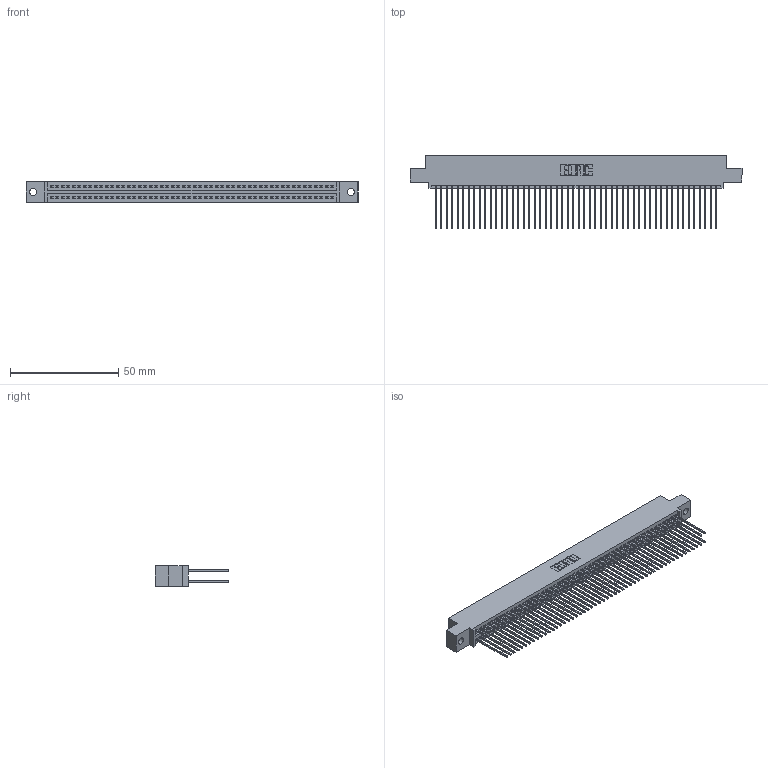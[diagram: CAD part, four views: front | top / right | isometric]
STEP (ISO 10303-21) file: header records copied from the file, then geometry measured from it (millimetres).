
FILE_DESCRIPTION (( 'STEP AP203' ), '1' );
FILE_NAME ('345-104-541-502.STEP', '2019-11-03T11:44:04', ( '' ), ( '' ), 'SwSTEP 2.0', 'SolidWorks 2016', '' );
FILE_SCHEMA (( 'CONFIG_CONTROL_DESIGN' ));
Length unit declared in the file: inch
Products named in the file (3): 345-292-001_345-293-141; 345 Part_0.110 Offset - 0.128 Dia; 345-104-541-502
Assembly tree (105 placements, depth 2):
  345-104-541-502
    345 Part_0.110 Offset - 0.128 Dia
    345-292-001_345-293-141  x104
Bounding box: 153.29 x 33.96 x 9.4 mm (x, y, z)
Volume: 15470.1 mm3; surface area: 25686 mm2
Topology: 105 solids, 105 shells, 5330 faces, 15849 edges, 10426 vertices
Faces by surface type: plane 3516, cylinder 1814
Entity records: 39607 total; most frequent: CARTESIAN_POINT 6632, ORIENTED_EDGE 6566, DIRECTION 5835, EDGE_CURVE 3283, LINE 2943, VECTOR 2943, VERTEX_POINT 2186, AXIS2_PLACEMENT_3D 1446
